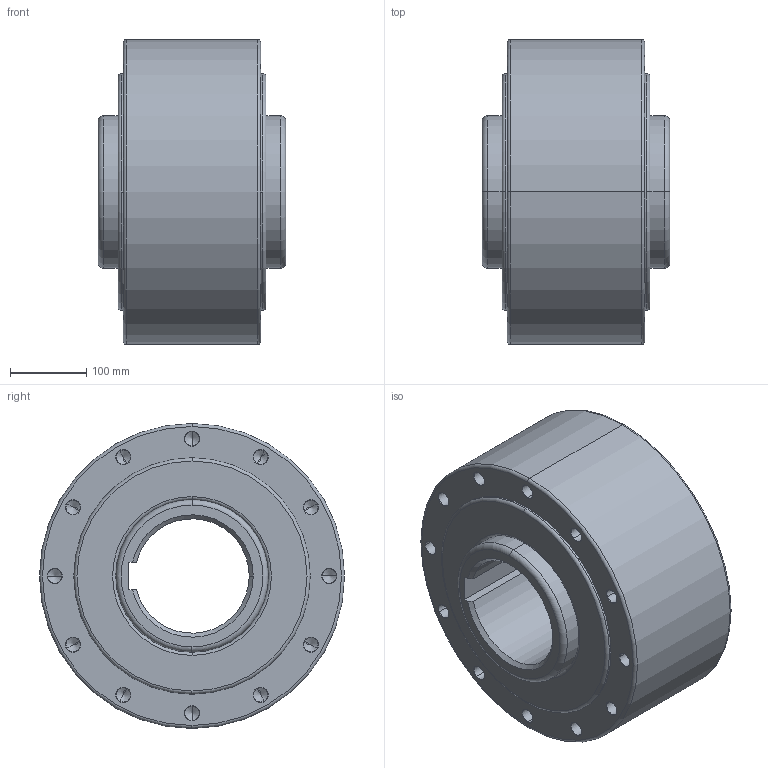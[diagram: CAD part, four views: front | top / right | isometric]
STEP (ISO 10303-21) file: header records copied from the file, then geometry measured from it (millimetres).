
FILE_DESCRIPTION(('STEP AP214'),'1');
FILE_NAME('gl150.stp','2019-09-14T10:22:54',('TraceParts'),('TraceParts S.A.'),'Spatial InterOp 3D',' ',' ');
FILE_SCHEMA(('AUTOMOTIVE_DESIGN { 1 0 10303 214 1 1 1 1 }'));
Length unit declared in the file: millimetre
Products named in the file (1): gl150
Bounding box: 246 x 400 x 400 mm (x, y, z)
Volume: 20386105.4 mm3; surface area: 742323.9 mm2
Topology: 1 solids, 5 shells, 325 faces, 733 edges, 418 vertices
Faces by surface type: cone 148, cylinder 116, plane 37, torus 24
Entity records: 8784 total; most frequent: DIRECTION 1743, CARTESIAN_POINT 1437, ORIENTED_EDGE 1370, AXIS2_PLACEMENT_3D 736, EDGE_CURVE 685, VERTEX_POINT 418, CIRCLE 410, EDGE_LOOP 383
